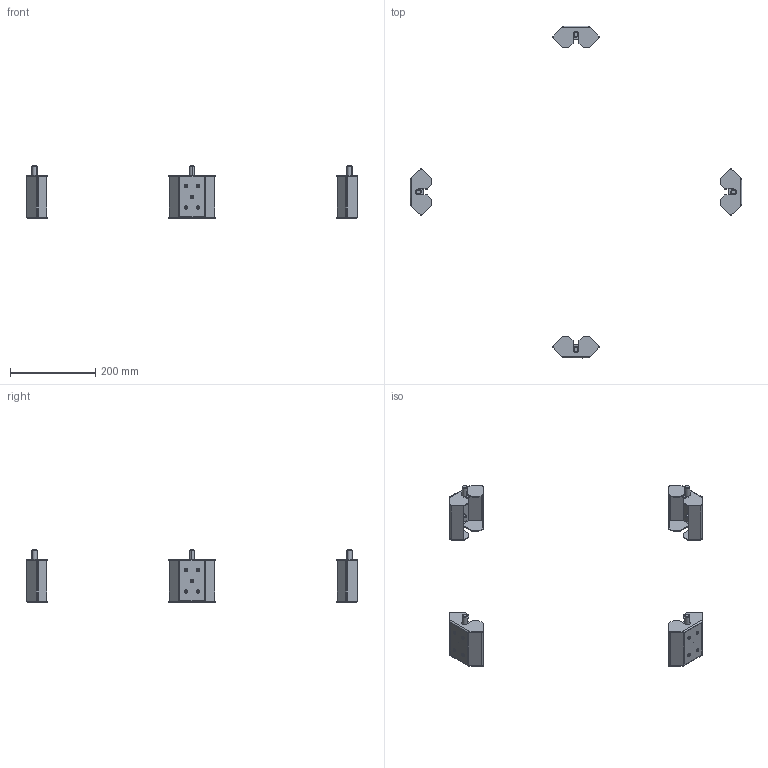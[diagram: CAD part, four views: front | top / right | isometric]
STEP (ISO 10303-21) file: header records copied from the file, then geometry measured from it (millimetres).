
FILE_DESCRIPTION (( 'STEP AP203' ), '1' );
FILE_NAME ('MA1.600.060620.10.00 AleSta-BS10 Êîìïëåêò óãëîâûõ ýëåìåíòîâ öîêîëÿ AleSta, Â =100 ìì, 1 êìï =4 øò..STEP', '2024-02-13T11:16:09', ( '' ), ( '' ), 'SwSTEP 2.0', 'SolidWorks 2021', '' );
FILE_SCHEMA (( 'CONFIG_CONTROL_DESIGN' ));
Length unit declared in the file: millimetre
Products named in the file (8): ﾇﾀﾊﾋﾅﾏﾊﾀ ﾃﾀﾅﾗﾍﾀﾟ ﾘﾅﾑﾒﾈﾃﾐﾀﾍﾍﾀﾟ ﾑ ﾓﾌﾅﾍﾜﾘﾅﾍﾍﾛﾌ ﾁﾎﾐﾒﾎﾌ M4 X 11 (0.5-2.5 ﾌﾌ) HEX U-S ﾖﾈﾍﾊ; Øïèëüêà Ì6õ12_˜¯¨«ìª  Œ6å12; MA1.600.060620.11.00 Óãëîâîé ýëåìåíò öîêîëÿ 100 ìì_‚=100 ; MA1.600.060620.11.01 Óãëîâîé ýëåìåíò öîêîëÿ 100 ìì_‚=100; Âèíò ñ âí. øåñòèãðàííèêîì M12 DIN912_•30; ﾘ琺矜 01.019 ﾃﾎﾑﾒ11371-78_12; ﾘ琺矜 65ﾃ 019 ﾃﾎﾑﾒ 6402-70_12; MA1.600.060620.10.00 AleSta-BS10 Êîìïëåêò óãëîâûõ ýëåìåíòîâ öîêîëÿ AleSta, Â =100 ìì, 1 êìï =4 øò.
Assembly tree (50 placements, depth 3):
  MA1.600.060620.10.00 AleSta-BS10 Êîìïëåêò óãëîâûõ ýëåìåíòîâ öîêîëÿ AleSta, Â =100 ìì, 1 êìï =4 øò.
    MA1.600.060620.11.00 Óãëîâîé ýëåìåíò öîêîëÿ 100 ìì_‚=100   x4
      MA1.600.060620.11.01 Óãëîâîé ýëåìåíò öîêîëÿ 100 ìì_‚=100
      Øïèëüêà Ì6õ12_˜¯¨«ìª  Œ6å12
    ﾘ琺矜 01.019 ﾃﾎﾑﾒ11371-78_12  x4
    ﾘ琺矜 65ﾃ 019 ﾃﾎﾑﾒ 6402-70_12  x4
    Âèíò ñ âí. øåñòèãðàííèêîì M12 DIN912_•30  x4
    ﾇﾀﾊﾋﾅﾏﾊﾀ ﾃﾀﾅﾗﾍﾀﾟ ﾘﾅﾑﾒﾈﾃﾐﾀﾍﾍﾀﾟ ﾑ ﾓﾌﾅﾍﾜﾘﾅﾍﾍﾛﾌ ﾁﾎﾐﾒﾎﾌ M4 X 11 (0.5-2.5 ﾌﾌ) HEX U-S ﾖﾈﾍﾊ  x32
Bounding box: 778.16 x 778.16 x 122.5 mm (x, y, z)
Volume: 233779.3 mm3; surface area: 238876.9 mm2
Topology: 52 solids, 52 shells, 1244 faces, 2832 edges, 1744 vertices
Faces by surface type: plane 884, cylinder 304, bspline 32, cone 16, torus 8
Entity records: 7442 total; most frequent: CARTESIAN_POINT 1252, DIRECTION 900, ORIENTED_EDGE 828, EDGE_CURVE 414, VECTOR 300, AXIS2_PLACEMENT_3D 300, LINE 300, VERTEX_POINT 254
